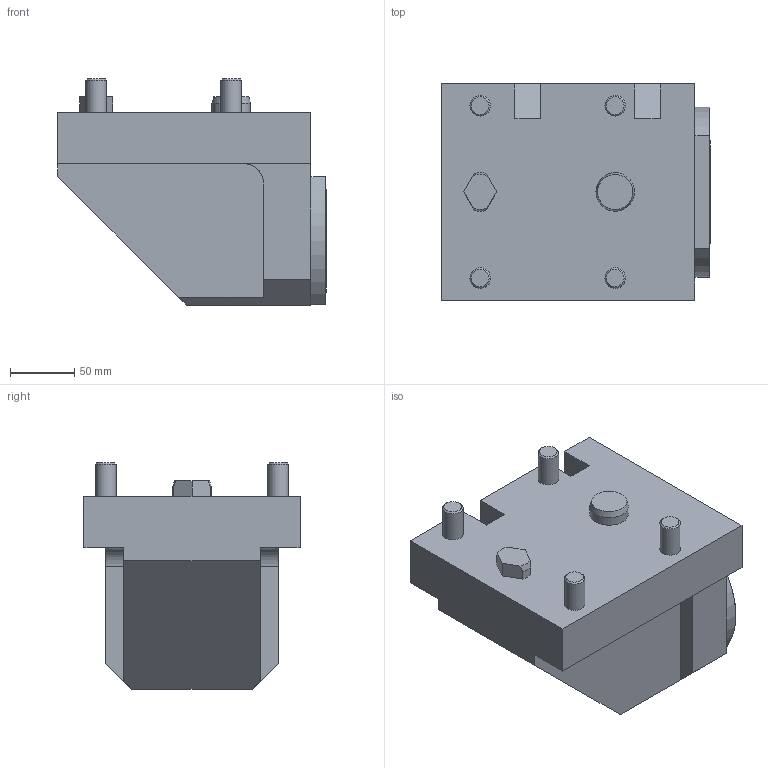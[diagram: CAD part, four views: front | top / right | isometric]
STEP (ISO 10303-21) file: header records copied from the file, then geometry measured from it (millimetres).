
FILE_DESCRIPTION(/* description */ (''),/* implementation_level */ '2;1');
FILE_NAME(/* name */ '1597653211355.stp',/* time_stamp */ '2020-08-17T10:33:37+02:00',/* author */ (''),/* organization */ ('SMS'),/* preprocessor_version */ 'ST-DEVELOPER v16.7',/* originating_system */ 'SIEMENS PLM Software NX 12.0',/* authorisation */ '');
FILE_SCHEMA (('AUTOMOTIVE_DESIGN { 1 0 10303 214 3 1 1 1 }'));
Length unit declared in the file: millimetre
Products named in the file (1): 201639687mod000_01
Bounding box: 209 x 168 x 176 mm (x, y, z)
Volume: 3240018.4 mm3; surface area: 170212.2 mm2
Topology: 1 solids, 1 shells, 71 faces, 174 edges, 118 vertices
Faces by surface type: plane 41, cylinder 15, cone 15
Full cylindrical faces by diameter (mm): 5 x1, 16 x4, 29.995 x1, 80 x1
Entity records: 2112 total; most frequent: CARTESIAN_POINT 430, DIRECTION 343, ORIENTED_EDGE 312, EDGE_CURVE 156, AXIS2_PLACEMENT_3D 123, VERTEX_POINT 109, LINE 97, VECTOR 97
